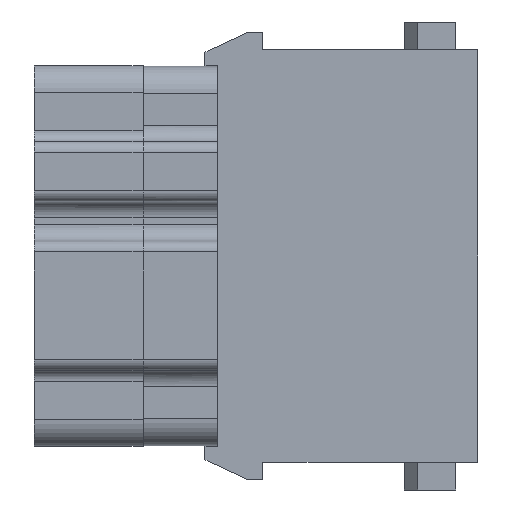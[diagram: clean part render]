
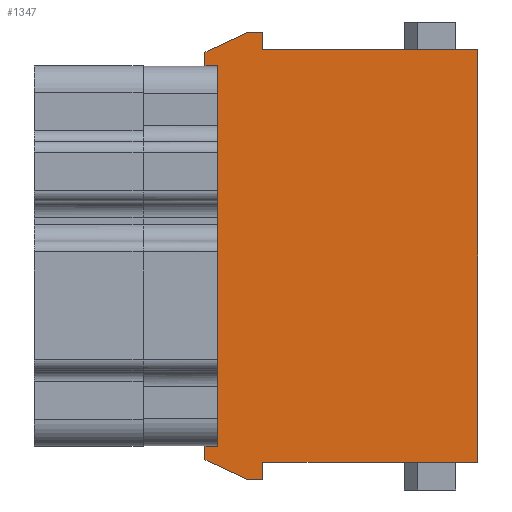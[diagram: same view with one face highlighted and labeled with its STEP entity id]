
A CAD part, left-side view. The second image highlights one B-rep face of the part: STEP entity #1347.
In plain terms, the highlighted planar face has unit normal (-1, 0, 0).
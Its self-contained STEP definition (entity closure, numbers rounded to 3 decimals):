
#1347=ADVANCED_FACE('',(#1902),#1601,.T.);
#1601=PLANE('',#7534);
#1902=FACE_OUTER_BOUND('',#2277,.T.);
#2277=EDGE_LOOP('',(#3873,#3874,#3875,#3876,#3877,#3878,#3879,#3880,#3881,
#3882,#3883,#3884,#3885,#3886));
#3873=ORIENTED_EDGE('',*,*,#5512,.T.);
#3874=ORIENTED_EDGE('',*,*,#5476,.T.);
#3875=ORIENTED_EDGE('',*,*,#5483,.F.);
#3876=ORIENTED_EDGE('',*,*,#5513,.F.);
#3877=ORIENTED_EDGE('',*,*,#5514,.T.);
#3878=ORIENTED_EDGE('',*,*,#5440,.T.);
#3879=ORIENTED_EDGE('',*,*,#5443,.T.);
#3880=ORIENTED_EDGE('',*,*,#5445,.T.);
#3881=ORIENTED_EDGE('',*,*,#5447,.T.);
#3882=ORIENTED_EDGE('',*,*,#5449,.T.);
#3883=ORIENTED_EDGE('',*,*,#5502,.F.);
#3884=ORIENTED_EDGE('',*,*,#5506,.T.);
#3885=ORIENTED_EDGE('',*,*,#5508,.T.);
#3886=ORIENTED_EDGE('',*,*,#5510,.T.);
#4595=VERTEX_POINT('',#10938);
#4596=VERTEX_POINT('',#10939);
#4597=VERTEX_POINT('',#10944);
#4598=VERTEX_POINT('',#10948);
#4599=VERTEX_POINT('',#10952);
#4600=VERTEX_POINT('',#10956);
#4620=VERTEX_POINT('',#11012);
#4621=VERTEX_POINT('',#11013);
#4626=VERTEX_POINT('',#11025);
#4637=VERTEX_POINT('',#11062);
#4639=VERTEX_POINT('',#11070);
#4640=VERTEX_POINT('',#11074);
#4641=VERTEX_POINT('',#11078);
#4642=VERTEX_POINT('',#11084);
#5440=EDGE_CURVE('',#4595,#4596,#6134,.T.);
#5443=EDGE_CURVE('',#4596,#4597,#6137,.T.);
#5445=EDGE_CURVE('',#4597,#4598,#6139,.T.);
#5447=EDGE_CURVE('',#4598,#4599,#6141,.T.);
#5449=EDGE_CURVE('',#4599,#4600,#6143,.T.);
#5476=EDGE_CURVE('',#4620,#4621,#6170,.T.);
#5483=EDGE_CURVE('',#4626,#4621,#6177,.T.);
#5502=EDGE_CURVE('',#4637,#4600,#6196,.T.);
#5506=EDGE_CURVE('',#4637,#4639,#6200,.T.);
#5508=EDGE_CURVE('',#4639,#4640,#6202,.T.);
#5510=EDGE_CURVE('',#4640,#4641,#6204,.T.);
#5512=EDGE_CURVE('',#4641,#4620,#6206,.T.);
#5513=EDGE_CURVE('',#4642,#4626,#6207,.T.);
#5514=EDGE_CURVE('',#4642,#4595,#6208,.T.);
#6134=LINE('',#10937,#6828);
#6137=LINE('',#10943,#6831);
#6139=LINE('',#10947,#6833);
#6141=LINE('',#10951,#6835);
#6143=LINE('',#10955,#6837);
#6170=LINE('',#11011,#6864);
#6177=LINE('',#11026,#6871);
#6196=LINE('',#11063,#6890);
#6200=LINE('',#11069,#6894);
#6202=LINE('',#11073,#6896);
#6204=LINE('',#11077,#6898);
#6206=LINE('',#11081,#6900);
#6207=LINE('',#11083,#6901);
#6208=LINE('',#11085,#6902);
#6828=VECTOR('',#9082,1.);
#6831=VECTOR('',#9087,1.);
#6833=VECTOR('',#9091,1.);
#6835=VECTOR('',#9095,1.);
#6837=VECTOR('',#9099,1.);
#6864=VECTOR('',#9144,1.);
#6871=VECTOR('',#9153,1.);
#6890=VECTOR('',#9186,1.);
#6894=VECTOR('',#9192,1.);
#6896=VECTOR('',#9196,1.);
#6898=VECTOR('',#9200,1.);
#6900=VECTOR('',#9204,1.);
#6901=VECTOR('',#9207,1.);
#6902=VECTOR('',#9208,1.);
#7534=AXIS2_PLACEMENT_3D('',#11086,#9209,#9210);
#9082=DIRECTION('',(0.,0.,1.));
#9087=DIRECTION('',(0.,1.,0.));
#9091=DIRECTION('',(0.,0.906,-0.423));
#9095=DIRECTION('',(0.,0.,-1.));
#9099=DIRECTION('',(0.,-1.,0.));
#9144=DIRECTION('',(0.,0.,1.));
#9153=DIRECTION('',(0.,1.,0.));
#9186=DIRECTION('',(0.,0.,1.));
#9192=DIRECTION('',(0.,1.,0.));
#9196=DIRECTION('',(0.,0.,-1.));
#9200=DIRECTION('',(0.,-0.906,-0.423));
#9204=DIRECTION('',(0.,-1.,0.));
#9207=DIRECTION('',(0.,0.,-1.));
#9208=DIRECTION('',(0.,1.,0.));
#9209=DIRECTION('',(-1.,0.,0.));
#9210=DIRECTION('',(0.,0.,1.));
#10937=CARTESIAN_POINT('',(-7.3,-1.1,15.15));
#10938=CARTESIAN_POINT('',(-7.3,-1.1,15.15));
#10939=CARTESIAN_POINT('',(-7.3,-1.1,16.4));
#10943=CARTESIAN_POINT('',(-7.3,-1.1,16.4));
#10944=CARTESIAN_POINT('',(-7.3,0.1,16.4));
#10947=CARTESIAN_POINT('',(-7.3,0.1,16.4));
#10948=CARTESIAN_POINT('',(-7.3,3.15,14.978));
#10951=CARTESIAN_POINT('',(-7.3,3.15,14.978));
#10952=CARTESIAN_POINT('',(-7.3,3.15,13.978));
#10955=CARTESIAN_POINT('',(-7.3,3.15,13.978));
#10956=CARTESIAN_POINT('',(-7.3,2.2,13.978));
#11011=CARTESIAN_POINT('',(-7.3,-1.1,-16.4));
#11012=CARTESIAN_POINT('',(-7.3,-1.1,-16.4));
#11013=CARTESIAN_POINT('',(-7.3,-1.1,-15.15));
#11025=CARTESIAN_POINT('',(-7.3,-16.9,-15.15));
#11026=CARTESIAN_POINT('',(-7.3,-16.9,-15.15));
#11062=CARTESIAN_POINT('',(-7.3,2.2,-13.978));
#11063=CARTESIAN_POINT('',(-7.3,2.2,-13.978));
#11069=CARTESIAN_POINT('',(-7.3,2.2,-13.978));
#11070=CARTESIAN_POINT('',(-7.3,3.15,-13.978));
#11073=CARTESIAN_POINT('',(-7.3,3.15,-13.978));
#11074=CARTESIAN_POINT('',(-7.3,3.15,-14.978));
#11077=CARTESIAN_POINT('',(-7.3,3.15,-14.978));
#11078=CARTESIAN_POINT('',(-7.3,0.1,-16.4));
#11081=CARTESIAN_POINT('',(-7.3,0.1,-16.4));
#11083=CARTESIAN_POINT('',(-7.3,-16.9,15.15));
#11084=CARTESIAN_POINT('',(-7.3,-16.9,15.15));
#11085=CARTESIAN_POINT('',(-7.3,-16.9,15.15));
#11086=CARTESIAN_POINT('',(-7.3,-17.,-16.621));
